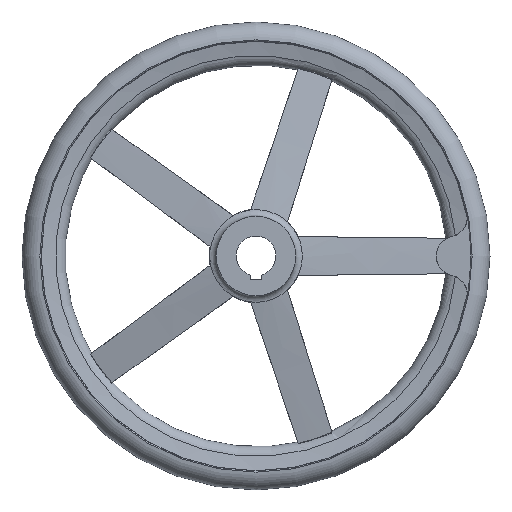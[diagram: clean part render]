
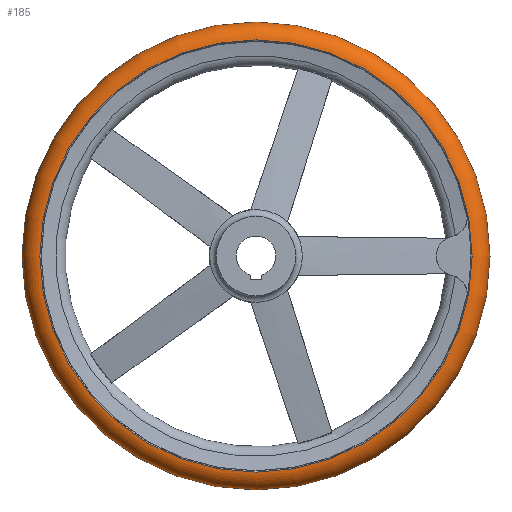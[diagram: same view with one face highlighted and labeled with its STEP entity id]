
A CAD part, front view. The second image highlights one B-rep face of the part: STEP entity #185.
In plain terms, the highlighted toroidal (fillet/blend) face has major radius 184 mm and minor radius 16 mm.
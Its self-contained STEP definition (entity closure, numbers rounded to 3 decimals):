
#185 = ADVANCED_FACE( '', ( #383, #384, #385 ), #386, .T. );
#383 = FACE_BOUND( '', #575, .T. );
#384 = FACE_OUTER_BOUND( '', #576, .T. );
#385 = FACE_OUTER_BOUND( '', #577, .T. );
#386 = TOROIDAL_SURFACE( '', #578, 184., 16. );
#575 = VERTEX_LOOP( '', #1089 );
#576 = EDGE_LOOP( '', ( #1090 ) );
#577 = EDGE_LOOP( '', ( #1091 ) );
#578 = AXIS2_PLACEMENT_3D( '', #1092, #1093, #1094 );
#1089 = VERTEX_POINT( '', #1308 );
#1090 = ORIENTED_EDGE( '', *, *, #1204, .T. );
#1091 = ORIENTED_EDGE( '', *, *, #1160, .F. );
#1092 = CARTESIAN_POINT( '', ( 0., 47., 0. ) );
#1093 = DIRECTION( '', ( 0., -1., 0. ) );
#1094 = DIRECTION( '', ( 0., 0., -1. ) );
#1160 = EDGE_CURVE( '', #1408, #1408, #1409, .T. );
#1204 = EDGE_CURVE( '', #1480, #1480, #1481, .T. );
#1308 = CARTESIAN_POINT( '', ( 0., 47., -200. ) );
#1408 = VERTEX_POINT( '', #1927 );
#1409 = CIRCLE( '', #1928, 184.667 );
#1480 = VERTEX_POINT( '', #2124 );
#1481 = CIRCLE( '', #2125, 184.667 );
#1927 = CARTESIAN_POINT( '', ( 0., 31.014, -184.667 ) );
#1928 = AXIS2_PLACEMENT_3D( '', #2670, #2671, #2672 );
#2124 = CARTESIAN_POINT( '', ( 0., 62.986, -184.667 ) );
#2125 = AXIS2_PLACEMENT_3D( '', #2720, #2721, #2722 );
#2670 = CARTESIAN_POINT( '', ( 0., 31.014, 0. ) );
#2671 = DIRECTION( '', ( 0., -1., 0. ) );
#2672 = DIRECTION( '', ( 0., 0., -1. ) );
#2720 = CARTESIAN_POINT( '', ( 0., 62.986, 0. ) );
#2721 = DIRECTION( '', ( 0., -1., 0. ) );
#2722 = DIRECTION( '', ( 0., 0., -1. ) );
